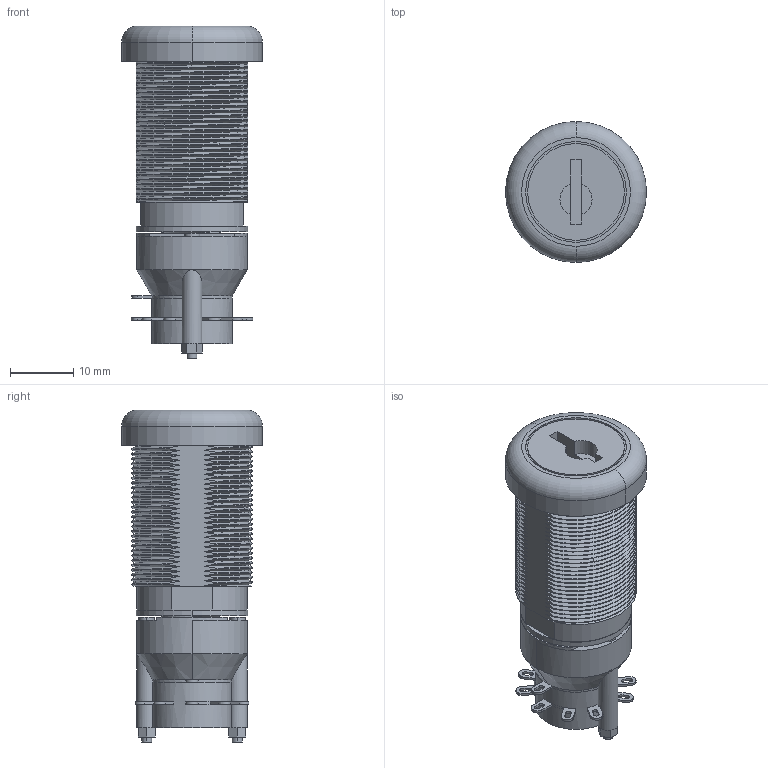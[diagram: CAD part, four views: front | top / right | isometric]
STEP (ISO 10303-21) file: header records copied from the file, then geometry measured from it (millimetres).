
FILE_DESCRIPTION((''),'2;1');
FILE_NAME('71L-1','2015-02-26T',('amercuri'),(''),'PRO/ENGINEER BY PARAMETRIC TECHNOLOGY CORPORATION, 2011490','PRO/ENGINEER BY PARAMETRIC TECHNOLOGY CORPORATION, 2011490','');
FILE_SCHEMA(('CONFIG_CONTROL_DESIGN'));
Products named in the file (1): 71L-1
Bounding box: 22.23 x 22.23 x 52.32 mm (x, y, z)
Volume: 12137 mm3; surface area: 5144.6 mm2
Topology: 1 solids, 3 shells, 812 faces, 2287 edges, 1517 vertices
Faces by surface type: plane 538, bspline 136, cylinder 132, cone 4, torus 2
Entity records: 58578 total; most frequent: CARTESIAN_POINT 38632, ORIENTED_EDGE 4574, DIRECTION 3371, EDGE_CURVE 2287, VECTOR 1617, LINE 1617, VERTEX_POINT 1517, AXIS2_PLACEMENT_3D 877
